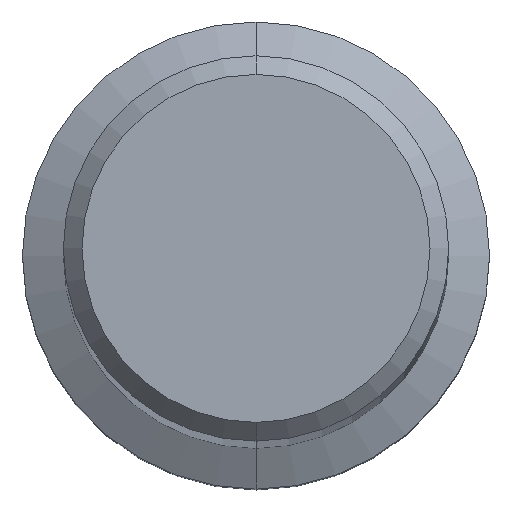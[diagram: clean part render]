
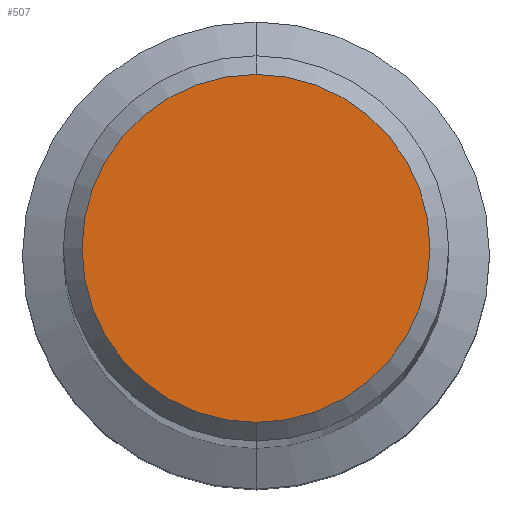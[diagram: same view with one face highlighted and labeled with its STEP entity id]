
A CAD part, top view. The second image highlights one B-rep face of the part: STEP entity #507.
In plain terms, the highlighted planar face has unit normal (0, 0, 1).
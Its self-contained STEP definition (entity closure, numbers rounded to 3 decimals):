
#349=EDGE_CURVE('',#351,#475,#717,.T.);
#351=VERTEX_POINT('',#719);
#433=EDGE_CURVE('',#475,#351,#813,.T.);
#475=VERTEX_POINT('',#859);
#507=ADVANCED_FACE('',(#896),#897,.T.);
#717=CIRCLE('',#1313,7.45);
#719=CARTESIAN_POINT('',(0.0,7.45,0.0));
#813=CIRCLE('',#1490,7.45);
#859=CARTESIAN_POINT('',(0.,-7.45,0.0));
#896=FACE_OUTER_BOUND('',#1660,.T.);
#897=PLANE('',#1661);
#1313=AXIS2_PLACEMENT_3D('',#1862,#1863,#1864);
#1490=AXIS2_PLACEMENT_3D('',#1993,#1994,#1995);
#1660=EDGE_LOOP('',(#2106,#2107));
#1661=AXIS2_PLACEMENT_3D('',#2108,#2109,#2110);
#1862=CARTESIAN_POINT('',(0.0,0.0,0.0));
#1863=DIRECTION('',(0.0,0.0,-1.0));
#1864=DIRECTION('',(0.0,1.0,0.0));
#1993=CARTESIAN_POINT('',(0.0,0.0,0.0));
#1994=DIRECTION('',(0.0,0.0,-1.0));
#1995=DIRECTION('',(0.0,1.0,0.0));
#2106=ORIENTED_EDGE('',*,*,#349,.F.);
#2107=ORIENTED_EDGE('',*,*,#433,.F.);
#2108=CARTESIAN_POINT('',(0.0,3.725,0.0));
#2109=DIRECTION('',(-0.0,0.0,1.0));
#2110=DIRECTION('',(0.0,-1.0,0.0));
